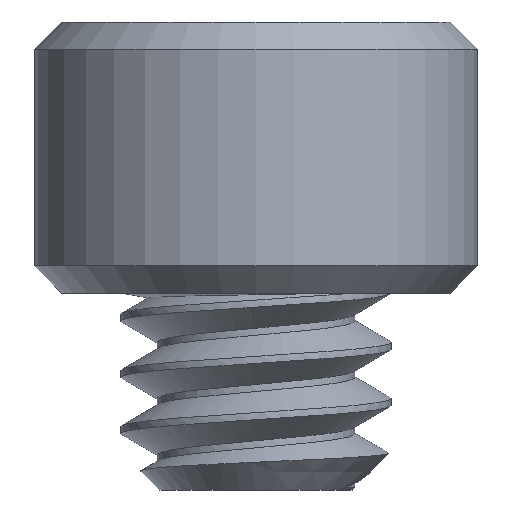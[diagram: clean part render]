
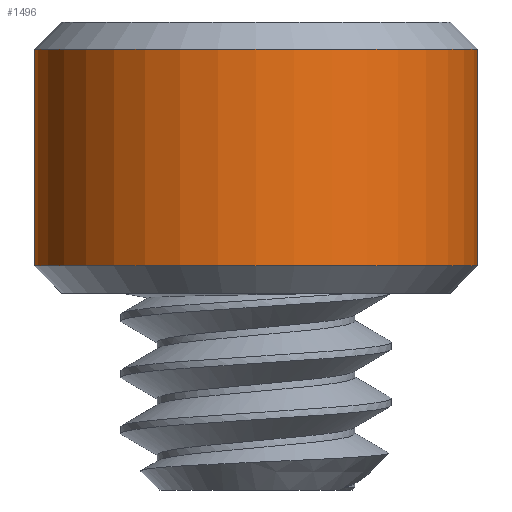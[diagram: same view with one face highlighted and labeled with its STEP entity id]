
A CAD part, left-side view. The second image highlights one B-rep face of the part: STEP entity #1496.
In plain terms, the highlighted cylindrical face has radius 1.786 mm (diameter 3.572 mm), a partial arc.
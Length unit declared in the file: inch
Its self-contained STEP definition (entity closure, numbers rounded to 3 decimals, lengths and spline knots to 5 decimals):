
#28 = CIRCLE ( 'NONE', #1116, 0.07031 ) ;
#123 = CARTESIAN_POINT ( 'NONE',  ( 0., -0.07031, 0.06565 ) ) ;
#183 = DIRECTION ( 'NONE',  ( 0., 0., -1. ) ) ;
#212 = EDGE_CURVE ( 'NONE', #973, #1424, #673, .T. ) ;
#290 = CARTESIAN_POINT ( 'NONE',  ( 0., 0., -0.07425 ) ) ;
#320 = DIRECTION ( 'NONE',  ( 0., 1., 0. ) ) ;
#379 = VECTOR ( 'NONE', #990, 39.37008 ) ;
#387 = VERTEX_POINT ( 'NONE', #123 ) ;
#418 = CARTESIAN_POINT ( 'NONE',  ( 0., -0.07031, -0.00315 ) ) ;
#508 = AXIS2_PLACEMENT_3D ( 'NONE', #1284, #1039, #653 ) ;
#513 = CARTESIAN_POINT ( 'NONE',  ( 0., 0.07031, -0.00315 ) ) ;
#575 = ORIENTED_EDGE ( 'NONE', *, *, #1605, .T. ) ;
#604 = EDGE_LOOP ( 'NONE', ( #938, #1248, #575, #1490 ) ) ;
#619 = CARTESIAN_POINT ( 'NONE',  ( 0., 0.07031, 0.06565 ) ) ;
#653 = DIRECTION ( 'NONE',  ( 0., 1., 0. ) ) ;
#673 = CIRCLE ( 'NONE', #508, 0.07031 ) ;
#723 = LINE ( 'NONE', #1492, #379 ) ;
#785 = FACE_OUTER_BOUND ( 'NONE', #604, .T. ) ;
#801 = EDGE_CURVE ( 'NONE', #387, #973, #885, .T. ) ;
#807 = AXIS2_PLACEMENT_3D ( 'NONE', #290, #1320, #1306 ) ;
#821 = VERTEX_POINT ( 'NONE', #619 ) ;
#885 = LINE ( 'NONE', #1645, #1487 ) ;
#938 = ORIENTED_EDGE ( 'NONE', *, *, #801, .F. ) ;
#973 = VERTEX_POINT ( 'NONE', #418 ) ;
#975 = CARTESIAN_POINT ( 'NONE',  ( 0., 0., 0.06565 ) ) ;
#990 = DIRECTION ( 'NONE',  ( 0., 0., -1. ) ) ;
#1039 = DIRECTION ( 'NONE',  ( 0., 0., -1. ) ) ;
#1056 = EDGE_CURVE ( 'NONE', #387, #821, #28, .T. ) ;
#1116 = AXIS2_PLACEMENT_3D ( 'NONE', #975, #183, #320 ) ;
#1248 = ORIENTED_EDGE ( 'NONE', *, *, #1056, .T. ) ;
#1284 = CARTESIAN_POINT ( 'NONE',  ( 0., 0., -0.00315 ) ) ;
#1306 = DIRECTION ( 'NONE',  ( 0., 1., 0. ) ) ;
#1320 = DIRECTION ( 'NONE',  ( 0., 0., -1. ) ) ;
#1325 = CYLINDRICAL_SURFACE ( 'NONE', #807, 0.07031 ) ;
#1378 = DIRECTION ( 'NONE',  ( 0., 0., -1. ) ) ;
#1424 = VERTEX_POINT ( 'NONE', #513 ) ;
#1487 = VECTOR ( 'NONE', #1378, 39.37008 ) ;
#1490 = ORIENTED_EDGE ( 'NONE', *, *, #212, .F. ) ;
#1492 = CARTESIAN_POINT ( 'NONE',  ( 0., 0.07031, -0.07425 ) ) ;
#1496 = ADVANCED_FACE ( 'NONE', ( #785 ), #1325, .T. ) ;
#1605 = EDGE_CURVE ( 'NONE', #821, #1424, #723, .T. ) ;
#1645 = CARTESIAN_POINT ( 'NONE',  ( 0., -0.07031, -0.07425 ) ) ;
